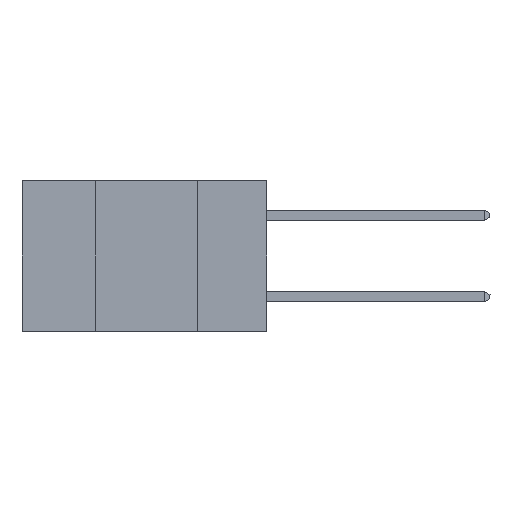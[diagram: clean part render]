
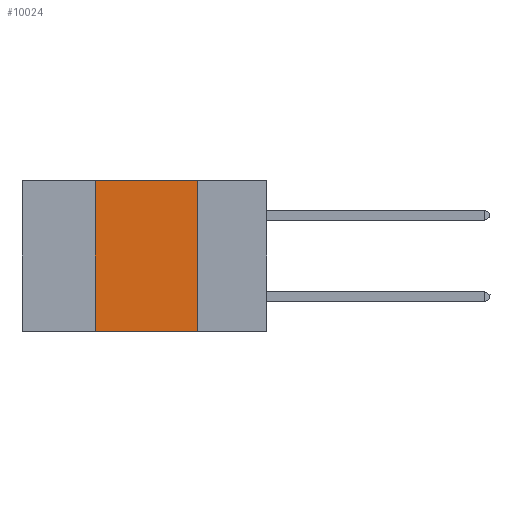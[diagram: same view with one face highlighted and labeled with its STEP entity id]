
A CAD part, left-side view. The second image highlights one B-rep face of the part: STEP entity #10024.
In plain terms, the highlighted planar face has unit normal (-1, 0, 0).
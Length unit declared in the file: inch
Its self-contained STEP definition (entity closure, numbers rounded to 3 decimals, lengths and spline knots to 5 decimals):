
#413 = AXIS2_PLACEMENT_3D ( 'NONE', #762, #13169, #1881 ) ;
#503 = LINE ( 'NONE', #726, #3502 ) ;
#504 = LINE ( 'NONE', #1838, #14692 ) ;
#726 = CARTESIAN_POINT ( 'NONE',  ( 0., 0.6, -0.37 ) ) ;
#733 = ORIENTED_EDGE ( 'NONE', *, *, #1782, .F. ) ;
#762 = CARTESIAN_POINT ( 'NONE',  ( 0., 0.6, 0. ) ) ;
#1000 = EDGE_CURVE ( 'NONE', #14194, #7085, #12817, .T. ) ;
#1606 = DIRECTION ( 'NONE',  ( 0., 0., 1. ) ) ;
#1782 = EDGE_CURVE ( 'NONE', #12874, #13291, #504, .T. ) ;
#1820 = ORIENTED_EDGE ( 'NONE', *, *, #9664, .T. ) ;
#1838 = CARTESIAN_POINT ( 'NONE',  ( 0., 0.17, 0. ) ) ;
#1881 = DIRECTION ( 'NONE',  ( 0., 0., -1. ) ) ;
#2858 = CARTESIAN_POINT ( 'NONE',  ( 0., 0.42, -0.37 ) ) ;
#3138 = EDGE_CURVE ( 'NONE', #7085, #12874, #9554, .T. ) ;
#3161 = VECTOR ( 'NONE', #7083, 39.37008 ) ;
#3502 = VECTOR ( 'NONE', #5269, 39.37008 ) ;
#3776 = FACE_OUTER_BOUND ( 'NONE', #5698, .T. ) ;
#4128 = PLANE ( 'NONE',  #413 ) ;
#5269 = DIRECTION ( 'NONE',  ( 0., -1., 0. ) ) ;
#5481 = CARTESIAN_POINT ( 'NONE',  ( 0., 0.17, 0. ) ) ;
#5698 = EDGE_LOOP ( 'NONE', ( #733, #6763, #14250, #1820 ) ) ;
#6763 = ORIENTED_EDGE ( 'NONE', *, *, #3138, .F. ) ;
#6810 = CARTESIAN_POINT ( 'NONE',  ( 0., 0.42, 0. ) ) ;
#7083 = DIRECTION ( 'NONE',  ( 0., -1., 0. ) ) ;
#7085 = VERTEX_POINT ( 'NONE', #6810 ) ;
#8618 = DIRECTION ( 'NONE',  ( 0., 0., -1. ) ) ;
#9554 = LINE ( 'NONE', #13815, #3161 ) ;
#9664 = EDGE_CURVE ( 'NONE', #14194, #13291, #503, .T. ) ;
#9863 = CARTESIAN_POINT ( 'NONE',  ( 0., 0.17, -0.37 ) ) ;
#10024 = ADVANCED_FACE ( 'NONE', ( #3776 ), #4128, .F. ) ;
#12817 = LINE ( 'NONE', #13915, #14234 ) ;
#12874 = VERTEX_POINT ( 'NONE', #5481 ) ;
#13169 = DIRECTION ( 'NONE',  ( 1., 0., 0. ) ) ;
#13291 = VERTEX_POINT ( 'NONE', #9863 ) ;
#13815 = CARTESIAN_POINT ( 'NONE',  ( 0., 0.6, 0. ) ) ;
#13915 = CARTESIAN_POINT ( 'NONE',  ( 0., 0.42, 0. ) ) ;
#14194 = VERTEX_POINT ( 'NONE', #2858 ) ;
#14234 = VECTOR ( 'NONE', #1606, 39.37008 ) ;
#14250 = ORIENTED_EDGE ( 'NONE', *, *, #1000, .F. ) ;
#14692 = VECTOR ( 'NONE', #8618, 39.37008 ) ;
